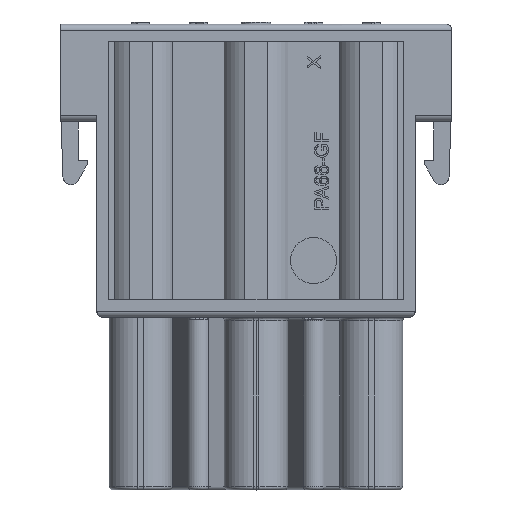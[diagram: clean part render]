
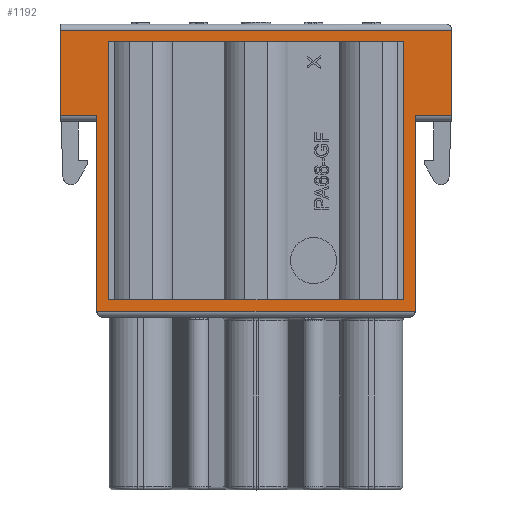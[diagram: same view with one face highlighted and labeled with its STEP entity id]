
A CAD part, left-side view. The second image highlights one B-rep face of the part: STEP entity #1192.
In plain terms, the highlighted planar face has unit normal (-1, 0, 0).
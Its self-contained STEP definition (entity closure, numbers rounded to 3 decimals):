
#245=FACE_BOUND('',#2655,.T.);
#246=FACE_BOUND('',#2656,.T.);
#1192=ADVANCED_FACE('',(#245,#246),#1627,.F.);
#1627=PLANE('',#10242);
#2655=EDGE_LOOP('',(#4533,#4534,#4535,#4536,#4537,#4538,#4539,#4540));
#2656=EDGE_LOOP('',(#4541,#4542,#4543,#4544,#4545));
#4533=ORIENTED_EDGE('',*,*,#7427,.T.);
#4534=ORIENTED_EDGE('',*,*,#7496,.T.);
#4535=ORIENTED_EDGE('',*,*,#7497,.F.);
#4536=ORIENTED_EDGE('',*,*,#7498,.T.);
#4537=ORIENTED_EDGE('',*,*,#7499,.T.);
#4538=ORIENTED_EDGE('',*,*,#7500,.T.);
#4539=ORIENTED_EDGE('',*,*,#7501,.F.);
#4540=ORIENTED_EDGE('',*,*,#7429,.F.);
#4541=ORIENTED_EDGE('',*,*,#7446,.F.);
#4542=ORIENTED_EDGE('',*,*,#7462,.T.);
#4543=ORIENTED_EDGE('',*,*,#7469,.T.);
#4544=ORIENTED_EDGE('',*,*,#7483,.T.);
#4545=ORIENTED_EDGE('',*,*,#7495,.F.);
#5967=VERTEX_POINT('',#14124);
#5971=VERTEX_POINT('',#14133);
#6275=VERTEX_POINT('',#15548);
#6276=VERTEX_POINT('',#15550);
#6277=VERTEX_POINT('',#15554);
#6288=VERTEX_POINT('',#15585);
#6289=VERTEX_POINT('',#15587);
#6301=VERTEX_POINT('',#15619);
#6307=VERTEX_POINT('',#15634);
#6314=VERTEX_POINT('',#15660);
#6320=VERTEX_POINT('',#15689);
#6321=VERTEX_POINT('',#15691);
#6322=VERTEX_POINT('',#15694);
#7427=EDGE_CURVE('',#6276,#6275,#8511,.T.);
#7429=EDGE_CURVE('',#6276,#6277,#8512,.T.);
#7446=EDGE_CURVE('',#6289,#6288,#8526,.T.);
#7462=EDGE_CURVE('',#6289,#6301,#8537,.T.);
#7469=EDGE_CURVE('',#6301,#6307,#8542,.T.);
#7483=EDGE_CURVE('',#6307,#6314,#8555,.T.);
#7495=EDGE_CURVE('',#6288,#6314,#8565,.T.);
#7496=EDGE_CURVE('',#6275,#5967,#8566,.T.);
#7497=EDGE_CURVE('',#6320,#5967,#8567,.T.);
#7498=EDGE_CURVE('',#6320,#6321,#8568,.T.);
#7499=EDGE_CURVE('',#6321,#5971,#8569,.T.);
#7500=EDGE_CURVE('',#5971,#6322,#8570,.T.);
#7501=EDGE_CURVE('',#6277,#6322,#8571,.T.);
#8511=LINE('',#15549,#9407);
#8512=LINE('',#15553,#9408);
#8526=LINE('',#15588,#9422);
#8537=LINE('',#15620,#9433);
#8542=LINE('',#15633,#9438);
#8555=LINE('',#15661,#9451);
#8565=LINE('',#15685,#9461);
#8566=LINE('',#15687,#9462);
#8567=LINE('',#15688,#9463);
#8568=LINE('',#15690,#9464);
#8569=LINE('',#15692,#9465);
#8570=LINE('',#15693,#9466);
#8571=LINE('',#15695,#9467);
#9407=VECTOR('',#11816,1.);
#9408=VECTOR('',#11821,1.);
#9422=VECTOR('',#11851,1.);
#9433=VECTOR('',#11880,1.);
#9438=VECTOR('',#11891,1.);
#9451=VECTOR('',#11918,1.);
#9461=VECTOR('',#11946,1.);
#9462=VECTOR('',#11949,1.);
#9463=VECTOR('',#11950,1.);
#9464=VECTOR('',#11951,1.);
#9465=VECTOR('',#11952,1.);
#9466=VECTOR('',#11953,1.);
#9467=VECTOR('',#11954,1.);
#10242=AXIS2_PLACEMENT_3D('',#15696,#11955,#11956);
#11816=DIRECTION('',(0.,0.,-1.));
#11821=DIRECTION('',(0.,1.,0.));
#11851=DIRECTION('',(0.,0.,-1.));
#11880=DIRECTION('',(0.,-1.,0.));
#11891=DIRECTION('',(0.,0.,-1.));
#11918=DIRECTION('',(0.,1.,0.));
#11946=DIRECTION('',(0.,-1.,0.));
#11949=DIRECTION('',(0.,-1.,0.));
#11950=DIRECTION('',(0.,0.,-1.));
#11951=DIRECTION('',(0.,-1.,0.));
#11952=DIRECTION('',(0.,0.,1.));
#11953=DIRECTION('',(0.,1.,0.));
#11954=DIRECTION('',(0.,0.,1.));
#11955=DIRECTION('',(1.,0.,0.));
#11956=DIRECTION('',(0.,1.,0.));
#14124=CARTESIAN_POINT('',(-5.7,-13.8,15.5));
#14133=CARTESIAN_POINT('',(-5.7,-17.,39.9));
#15548=CARTESIAN_POINT('',(-5.7,13.8,15.5));
#15549=CARTESIAN_POINT('',(-5.7,13.8,32.5));
#15550=CARTESIAN_POINT('',(-5.7,13.8,32.5));
#15553=CARTESIAN_POINT('',(-5.7,13.8,32.5));
#15554=CARTESIAN_POINT('',(-5.7,17.,32.5));
#15585=CARTESIAN_POINT('',(-5.7,12.8,16.5));
#15587=CARTESIAN_POINT('',(-5.7,12.8,38.9));
#15588=CARTESIAN_POINT('',(-5.7,12.8,38.9));
#15619=CARTESIAN_POINT('',(-5.7,-12.8,38.9));
#15620=CARTESIAN_POINT('',(-5.7,0.,38.9));
#15633=CARTESIAN_POINT('',(-5.7,-12.8,38.9));
#15634=CARTESIAN_POINT('',(-5.7,-12.8,16.5));
#15660=CARTESIAN_POINT('',(-5.7,0.,16.5));
#15661=CARTESIAN_POINT('',(-5.7,-12.8,16.5));
#15685=CARTESIAN_POINT('',(-5.7,12.8,16.5));
#15687=CARTESIAN_POINT('',(-5.7,-13.8,15.5));
#15688=CARTESIAN_POINT('',(-5.7,-13.8,32.5));
#15689=CARTESIAN_POINT('',(-5.7,-13.8,32.5));
#15690=CARTESIAN_POINT('',(-5.7,-13.8,32.5));
#15691=CARTESIAN_POINT('',(-5.7,-17.,32.5));
#15692=CARTESIAN_POINT('',(-5.7,-17.,32.5));
#15693=CARTESIAN_POINT('',(-5.7,17.,39.9));
#15694=CARTESIAN_POINT('',(-5.7,17.,39.9));
#15695=CARTESIAN_POINT('',(-5.7,17.,32.5));
#15696=CARTESIAN_POINT('',(-5.7,-1.271,14.));
